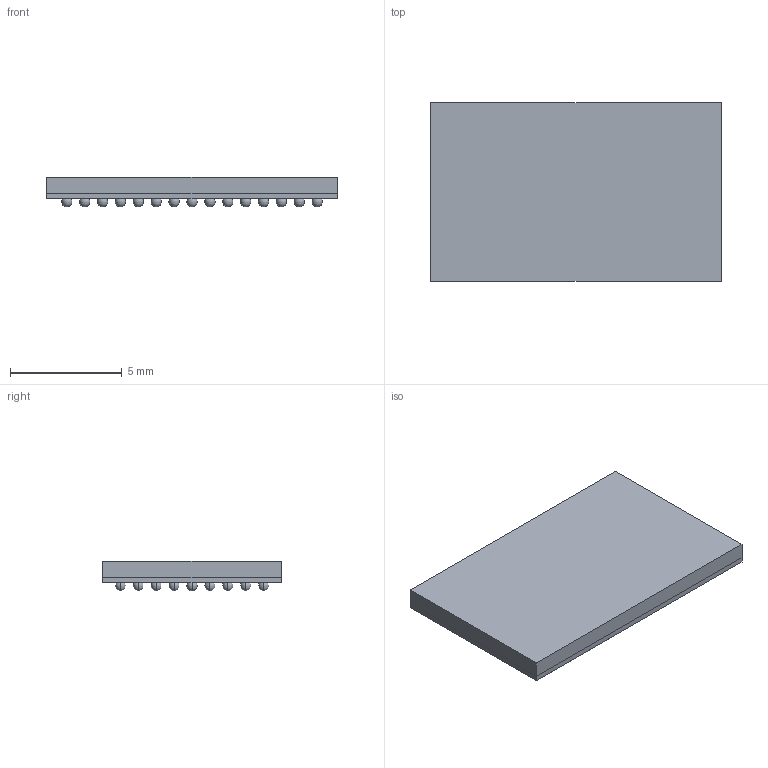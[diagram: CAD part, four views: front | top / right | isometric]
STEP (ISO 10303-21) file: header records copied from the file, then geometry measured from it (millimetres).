
FILE_DESCRIPTION((''),'2;1');
FILE_NAME('ZBL0135A_ASM','2016-04-13T',('a0412025'),(''),'PRO/ENGINEER BY PARAMETRIC TECHNOLOGY CORPORATION, 2011490','PRO/ENGINEER BY PARAMETRIC TECHNOLOGY CORPORATION, 2011490','');
FILE_SCHEMA(('AUTOMOTIVE_DESIGN_CC2 { 1 2 10303 214 -1 1 5 2 }'));
Length unit declared in the file: millimetre
Products named in the file (6): BODY; SUBSTRATE_FBGA; SOLDER_BALL; PIN1_AREA; SMASK_BTM_FBGA; ZBL0135A_ASM
Assembly tree (139 placements, depth 2):
  ZBL0135A_ASM
    BODY
    SUBSTRATE_FBGA
    SOLDER_BALL  x135
    PIN1_AREA
    SMASK_BTM_FBGA
Bounding box: 13 x 8 x 1.33 mm (x, y, z)
Volume: 107.1 mm3; surface area: 750.3 mm2
Topology: 138 solids, 138 shells, 423 faces, 846 edges, 429 vertices
Faces by surface type: sphere 270, plane 153
Entity records: 1920 total; most frequent: DIRECTION 376, CARTESIAN_POINT 233, AXIS2_PLACEMENT_3D 170, PRODUCT_DEFINITION_SHAPE 145, ITEM_DEFINED_TRANSFORMATION 139, CONTEXT_DEPENDENT_SHAPE_REPRESENTATION 139, NEXT_ASSEMBLY_USAGE_OCCURRENCE 139, ORIENTED_EDGE 80
